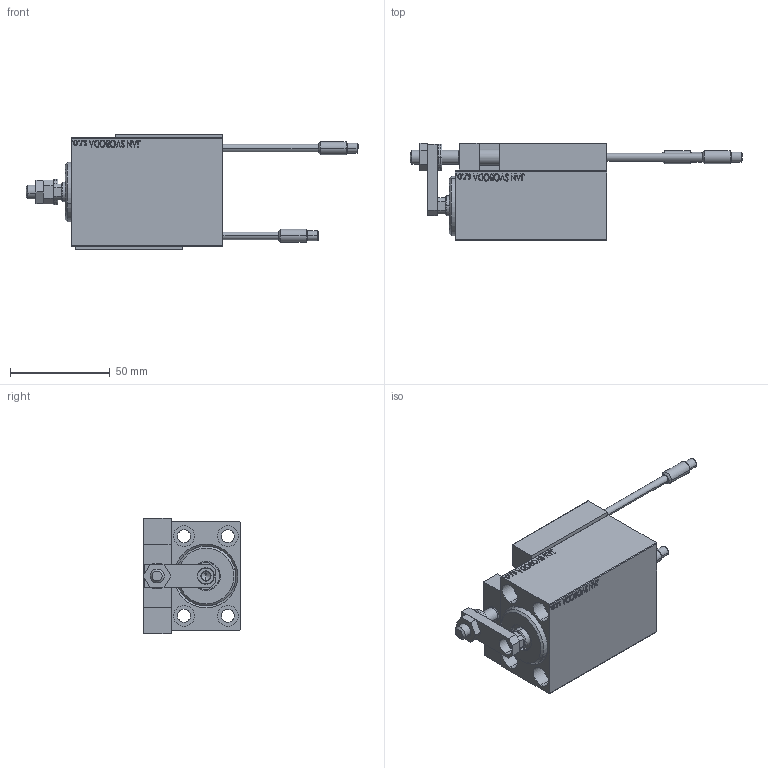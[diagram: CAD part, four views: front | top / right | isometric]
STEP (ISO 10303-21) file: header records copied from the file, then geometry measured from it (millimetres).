
FILE_DESCRIPTION (( 'STEP AP203' ), '1' );
FILE_NAME ('f5ec.STEP', '2024-02-23T00:37:19', ( '' ), ( '' ), 'SwSTEP 2.0', 'SolidWorks 2019', '' );
FILE_SCHEMA (( 'CONFIG_CONTROL_DESIGN' ));
Length unit declared in the file: millimetre
Products named in the file (15): f5ec; SWITCH DIM B,W 2a5f5d69e0485cfc181574f46b1f875f; Block 2a5f5d69e0485cfc181574f46b1f875f; MAGNET 2a5f5d69e0485cfc181574f46b1f875f; NUT_D12 2a5f5d69e0485cfc181574f46b1f875f; ALLEN BOLT D5 2a5f5d69e0485cfc181574f46b1f875f; V450CM_C_Body 2a5f5d69e0485cfc181574f46b1f875f; KONCOVKA_Y 2a5f5d69e0485cfc181574f46b1f875f; SWITCH X 2a5f5d69e0485cfc181574f46b1f875f; V450CM_C_VCP 2a5f5d69e0485cfc181574f46b1f875f; V450CM_VC_B 2a5f5d69e0485cfc181574f46b1f875f; ZARAZKA 2a5f5d69e0485cfc181574f46b1f875f; ALLEN BOLT D8 2a5f5d69e0485cfc181574f46b1f875f; TYC_L79 2a5f5d69e0485cfc181574f46b1f875f; SWITCH_X_FRONT_BACK 2a5f5d69e0485cfc181574f46b1f875f
Assembly tree (24 placements, depth 3):
  f5ec
    V450CM_C_Body 2a5f5d69e0485cfc181574f46b1f875f
    SWITCH X 2a5f5d69e0485cfc181574f46b1f875f
      SWITCH_X_FRONT_BACK 2a5f5d69e0485cfc181574f46b1f875f  x2
      TYC_L79 2a5f5d69e0485cfc181574f46b1f875f
      Block 2a5f5d69e0485cfc181574f46b1f875f  x2
      ALLEN BOLT D5 2a5f5d69e0485cfc181574f46b1f875f  x4
      ALLEN BOLT D8 2a5f5d69e0485cfc181574f46b1f875f  x4
      MAGNET 2a5f5d69e0485cfc181574f46b1f875f  x2
      KONCOVKA_Y 2a5f5d69e0485cfc181574f46b1f875f  x2
    NUT_D12 2a5f5d69e0485cfc181574f46b1f875f
    SWITCH DIM B,W 2a5f5d69e0485cfc181574f46b1f875f
    ZARAZKA 2a5f5d69e0485cfc181574f46b1f875f
    V450CM_C_VCP 2a5f5d69e0485cfc181574f46b1f875f
    V450CM_VC_B 2a5f5d69e0485cfc181574f46b1f875f
Bounding box: 166.7 x 49 x 58 mm (x, y, z)
Volume: 173092 mm3; surface area: 58399.5 mm2
Topology: 23 solids, 23 shells, 1303 faces, 3114 edges, 1987 vertices
Faces by surface type: plane 563, bspline 380, cylinder 194, cone 114, torus 48, sphere 4
Entity records: 50477 total; most frequent: CARTESIAN_POINT 25956, ORIENTED_EDGE 5204, DIRECTION 3528, EDGE_CURVE 2602, VERTEX_POINT 1699, LINE 1490, VECTOR 1490, EDGE_LOOP 1203
